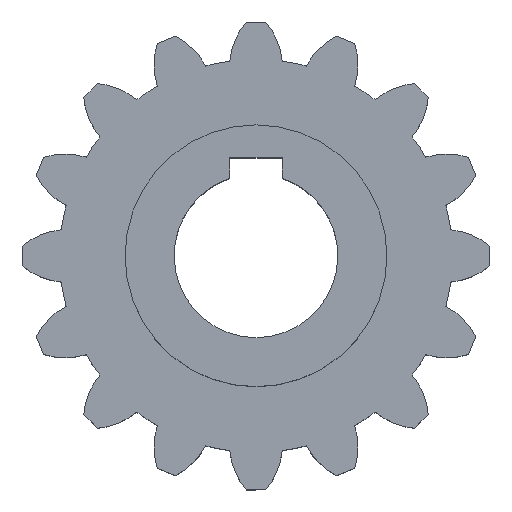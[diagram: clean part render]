
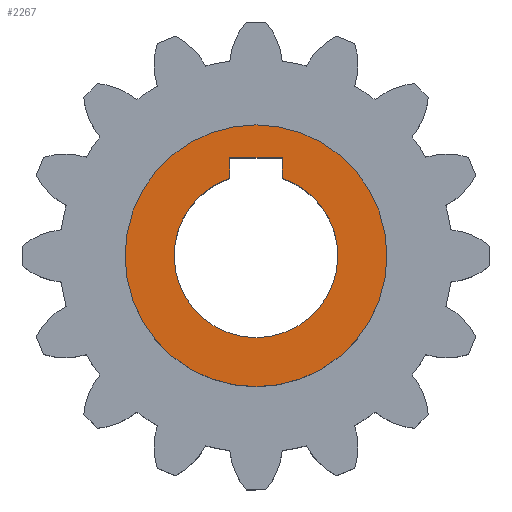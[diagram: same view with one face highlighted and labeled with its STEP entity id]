
A CAD part, top view. The second image highlights one B-rep face of the part: STEP entity #2267.
In plain terms, the highlighted planar face has unit normal (0, 0, 1).
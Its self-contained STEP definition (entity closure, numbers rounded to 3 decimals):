
#9 = AXIS2_PLACEMENT_3D ( 'NONE', #2357, #116, #1774 ) ;
#50 = VERTEX_POINT ( 'NONE', #2045 ) ;
#116 = DIRECTION ( 'NONE',  ( 0., 0., 1. ) ) ;
#143 = CIRCLE ( 'NONE', #9, 12.5 ) ;
#171 = CARTESIAN_POINT ( 'NONE',  ( 4., 0., 18. ) ) ;
#173 = DIRECTION ( 'NONE',  ( 0., 0., 1. ) ) ;
#193 = FACE_BOUND ( 'NONE', #295, .T. ) ;
#202 = VERTEX_POINT ( 'NONE', #2163 ) ;
#220 = CARTESIAN_POINT ( 'NONE',  ( 0., 0., 18. ) ) ;
#221 = CIRCLE ( 'NONE', #2446, 12.5 ) ;
#233 = ORIENTED_EDGE ( 'NONE', *, *, #1947, .F. ) ;
#241 = AXIS2_PLACEMENT_3D ( 'NONE', #1012, #383, #1838 ) ;
#295 = EDGE_LOOP ( 'NONE', ( #874, #2352, #1897, #233, #443, #586 ) ) ;
#302 = CARTESIAN_POINT ( 'NONE',  ( -20., 0., 18. ) ) ;
#383 = DIRECTION ( 'NONE',  ( 0., 0., 1. ) ) ;
#405 = VERTEX_POINT ( 'NONE', #668 ) ;
#443 = ORIENTED_EDGE ( 'NONE', *, *, #1247, .F. ) ;
#473 = EDGE_CURVE ( 'NONE', #1489, #2307, #986, .T. ) ;
#586 = ORIENTED_EDGE ( 'NONE', *, *, #1241, .F. ) ;
#612 = AXIS2_PLACEMENT_3D ( 'NONE', #1854, #1653, #2475 ) ;
#663 = VERTEX_POINT ( 'NONE', #2078 ) ;
#668 = CARTESIAN_POINT ( 'NONE',  ( -4., 11.843, 18. ) ) ;
#691 = VECTOR ( 'NONE', #1410, 1000. ) ;
#733 = DIRECTION ( 'NONE',  ( 1., 0., 0. ) ) ;
#738 = AXIS2_PLACEMENT_3D ( 'NONE', #1561, #2412, #733 ) ;
#773 = LINE ( 'NONE', #1614, #2266 ) ;
#797 = DIRECTION ( 'NONE',  ( 1., 0., 0. ) ) ;
#820 = CARTESIAN_POINT ( 'NONE',  ( -12.5, 0., 18. ) ) ;
#833 = EDGE_CURVE ( 'NONE', #202, #1489, #1740, .T. ) ;
#874 = ORIENTED_EDGE ( 'NONE', *, *, #473, .F. ) ;
#986 = LINE ( 'NONE', #171, #691 ) ;
#1012 = CARTESIAN_POINT ( 'NONE',  ( 0., 0., 18. ) ) ;
#1022 = EDGE_CURVE ( 'NONE', #663, #2095, #1271, .T. ) ;
#1034 = CIRCLE ( 'NONE', #241, 20. ) ;
#1135 = LINE ( 'NONE', #1992, #1634 ) ;
#1216 = PLANE ( 'NONE',  #1679 ) ;
#1241 = EDGE_CURVE ( 'NONE', #2307, #50, #773, .T. ) ;
#1242 = CARTESIAN_POINT ( 'NONE',  ( 4., 15., 18. ) ) ;
#1247 = EDGE_CURVE ( 'NONE', #50, #405, #1135, .T. ) ;
#1271 = CIRCLE ( 'NONE', #612, 20. ) ;
#1279 = DIRECTION ( 'NONE',  ( 0., 0., 1. ) ) ;
#1360 = DIRECTION ( 'NONE',  ( 0., -1., 0. ) ) ;
#1383 = EDGE_LOOP ( 'NONE', ( #2534, #1601 ) ) ;
#1410 = DIRECTION ( 'NONE',  ( 0., 1., 0. ) ) ;
#1489 = VERTEX_POINT ( 'NONE', #2505 ) ;
#1557 = DIRECTION ( 'NONE',  ( -1., 0., 0. ) ) ;
#1561 = CARTESIAN_POINT ( 'NONE',  ( 0., 0., 18. ) ) ;
#1601 = ORIENTED_EDGE ( 'NONE', *, *, #1022, .T. ) ;
#1614 = CARTESIAN_POINT ( 'NONE',  ( 0., 15., 18. ) ) ;
#1634 = VECTOR ( 'NONE', #1360, 1000. ) ;
#1635 = FACE_OUTER_BOUND ( 'NONE', #1383, .T. ) ;
#1653 = DIRECTION ( 'NONE',  ( 0., 0., 1. ) ) ;
#1679 = AXIS2_PLACEMENT_3D ( 'NONE', #2043, #173, #797 ) ;
#1740 = CIRCLE ( 'NONE', #738, 12.5 ) ;
#1774 = DIRECTION ( 'NONE',  ( 1., 0., 0. ) ) ;
#1812 = VERTEX_POINT ( 'NONE', #820 ) ;
#1838 = DIRECTION ( 'NONE',  ( 1., 0., 0. ) ) ;
#1854 = CARTESIAN_POINT ( 'NONE',  ( 0., 0., 18. ) ) ;
#1897 = ORIENTED_EDGE ( 'NONE', *, *, #2087, .F. ) ;
#1947 = EDGE_CURVE ( 'NONE', #405, #1812, #221, .T. ) ;
#1992 = CARTESIAN_POINT ( 'NONE',  ( -4., 0., 18. ) ) ;
#2043 = CARTESIAN_POINT ( 'NONE',  ( 0., 0., 18. ) ) ;
#2045 = CARTESIAN_POINT ( 'NONE',  ( -4., 15., 18. ) ) ;
#2078 = CARTESIAN_POINT ( 'NONE',  ( 20., 0., 18. ) ) ;
#2087 = EDGE_CURVE ( 'NONE', #1812, #202, #143, .T. ) ;
#2095 = VERTEX_POINT ( 'NONE', #302 ) ;
#2099 = DIRECTION ( 'NONE',  ( 1., 0., 0. ) ) ;
#2163 = CARTESIAN_POINT ( 'NONE',  ( 12.5, 0., 18. ) ) ;
#2266 = VECTOR ( 'NONE', #1557, 1000. ) ;
#2267 = ADVANCED_FACE ( 'NONE', ( #193, #1635 ), #1216, .T. ) ;
#2307 = VERTEX_POINT ( 'NONE', #1242 ) ;
#2352 = ORIENTED_EDGE ( 'NONE', *, *, #833, .F. ) ;
#2357 = CARTESIAN_POINT ( 'NONE',  ( 0., 0., 18. ) ) ;
#2412 = DIRECTION ( 'NONE',  ( 0., 0., 1. ) ) ;
#2446 = AXIS2_PLACEMENT_3D ( 'NONE', #220, #1279, #2099 ) ;
#2475 = DIRECTION ( 'NONE',  ( 1., 0., 0. ) ) ;
#2505 = CARTESIAN_POINT ( 'NONE',  ( 4., 11.843, 18. ) ) ;
#2534 = ORIENTED_EDGE ( 'NONE', *, *, #2592, .T. ) ;
#2592 = EDGE_CURVE ( 'NONE', #2095, #663, #1034, .T. ) ;
